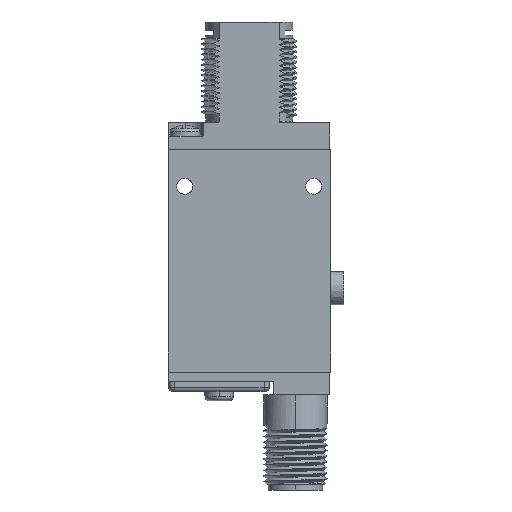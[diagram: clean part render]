
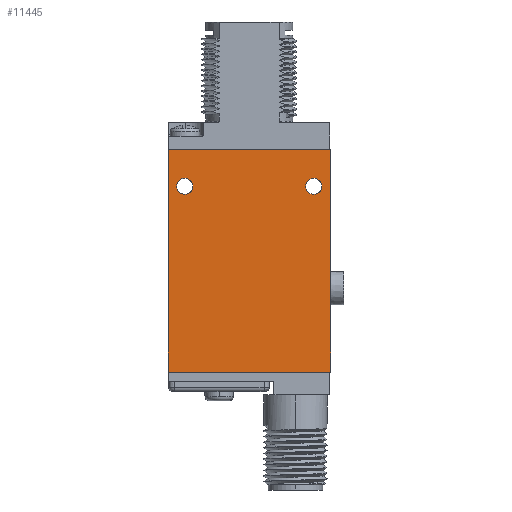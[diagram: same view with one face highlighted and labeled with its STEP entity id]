
A CAD part, left-side view. The second image highlights one B-rep face of the part: STEP entity #11445.
In plain terms, the highlighted planar face has unit normal (-1, 0, 0).
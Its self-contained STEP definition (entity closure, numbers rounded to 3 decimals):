
#1=DIRECTION('',(0.,0.,-1.));
#2=VECTOR('',#1,42.164);
#3=CARTESIAN_POINT('',(-6.02,0.,0.));
#4=LINE('',#3,#2);
#5=DIRECTION('',(0.,1.,0.));
#6=VECTOR('',#5,30.785);
#7=CARTESIAN_POINT('',(-6.02,0.,-42.164));
#8=LINE('',#7,#6);
#9=DIRECTION('',(0.,0.,1.));
#10=VECTOR('',#9,42.164);
#11=CARTESIAN_POINT('',(-6.02,30.785,-42.164));
#12=LINE('',#11,#10);
#13=DIRECTION('',(0.,-1.,0.));
#14=VECTOR('',#13,30.785);
#15=CARTESIAN_POINT('',(-6.02,30.785,0.));
#16=LINE('',#15,#14);
#17=CARTESIAN_POINT('',(-6.02,27.61,-6.985));
#18=DIRECTION('',(1.,0.,0.));
#19=DIRECTION('',(0.,0.,-1.));
#20=AXIS2_PLACEMENT_3D('',#17,#18,#19);
#22=CARTESIAN_POINT('',(-6.02,27.61,-6.985));
#23=DIRECTION('',(1.,0.,0.));
#24=DIRECTION('',(0.,0.,1.));
#25=AXIS2_PLACEMENT_3D('',#22,#23,#24);
#27=CARTESIAN_POINT('',(-6.02,3.175,-6.985));
#28=DIRECTION('',(1.,0.,0.));
#29=DIRECTION('',(0.,0.,-1.));
#30=AXIS2_PLACEMENT_3D('',#27,#28,#29);
#32=CARTESIAN_POINT('',(-6.02,3.175,-6.985));
#33=DIRECTION('',(1.,0.,0.));
#34=DIRECTION('',(0.,0.,1.));
#35=AXIS2_PLACEMENT_3D('',#32,#33,#34);
#10443=CARTESIAN_POINT('',(-6.02,0.,0.));
#10444=CARTESIAN_POINT('',(-6.02,0.,-42.164));
#10445=VERTEX_POINT('',#10443);
#10446=VERTEX_POINT('',#10444);
#10447=CARTESIAN_POINT('',(-6.02,30.785,-42.164));
#10448=VERTEX_POINT('',#10447);
#10449=CARTESIAN_POINT('',(-6.02,30.785,0.));
#10450=VERTEX_POINT('',#10449);
#10459=CARTESIAN_POINT('',(-6.02,27.61,-8.535));
#10460=CARTESIAN_POINT('',(-6.02,27.61,-5.435));
#10461=VERTEX_POINT('',#10459);
#10462=VERTEX_POINT('',#10460);
#10463=CARTESIAN_POINT('',(-6.02,3.175,-8.535));
#10464=CARTESIAN_POINT('',(-6.02,3.175,-5.435));
#10465=VERTEX_POINT('',#10463);
#10466=VERTEX_POINT('',#10464);
#11418=CARTESIAN_POINT('',(-6.02,0.,0.));
#11419=DIRECTION('',(1.,0.,0.));
#11420=DIRECTION('',(0.,0.,-1.));
#11421=AXIS2_PLACEMENT_3D('',#11418,#11419,#11420);
#11422=PLANE('',#11421);
#11424=ORIENTED_EDGE('',*,*,#11423,.T.);
#11426=ORIENTED_EDGE('',*,*,#11425,.T.);
#11428=ORIENTED_EDGE('',*,*,#11427,.T.);
#11430=ORIENTED_EDGE('',*,*,#11429,.T.);
#11431=EDGE_LOOP('',(#11424,#11426,#11428,#11430));
#11432=FACE_OUTER_BOUND('',#11431,.F.);
#11434=ORIENTED_EDGE('',*,*,#11433,.F.);
#11436=ORIENTED_EDGE('',*,*,#11435,.F.);
#11437=EDGE_LOOP('',(#11434,#11436));
#11438=FACE_BOUND('',#11437,.F.);
#11440=ORIENTED_EDGE('',*,*,#11439,.F.);
#11442=ORIENTED_EDGE('',*,*,#11441,.F.);
#11443=EDGE_LOOP('',(#11440,#11442));
#11444=FACE_BOUND('',#11443,.F.);
#11445=ADVANCED_FACE('',(#11432,#11438,#11444),#11422,.F.);
#21=CIRCLE('',#20,1.55);
#26=CIRCLE('',#25,1.55);
#31=CIRCLE('',#30,1.55);
#36=CIRCLE('',#35,1.55);
#11423=EDGE_CURVE('',#10445,#10446,#4,.T.);
#11425=EDGE_CURVE('',#10446,#10448,#8,.T.);
#11427=EDGE_CURVE('',#10448,#10450,#12,.T.);
#11429=EDGE_CURVE('',#10450,#10445,#16,.T.);
#11433=EDGE_CURVE('',#10461,#10462,#21,.T.);
#11435=EDGE_CURVE('',#10462,#10461,#26,.T.);
#11439=EDGE_CURVE('',#10465,#10466,#31,.T.);
#11441=EDGE_CURVE('',#10466,#10465,#36,.T.);
